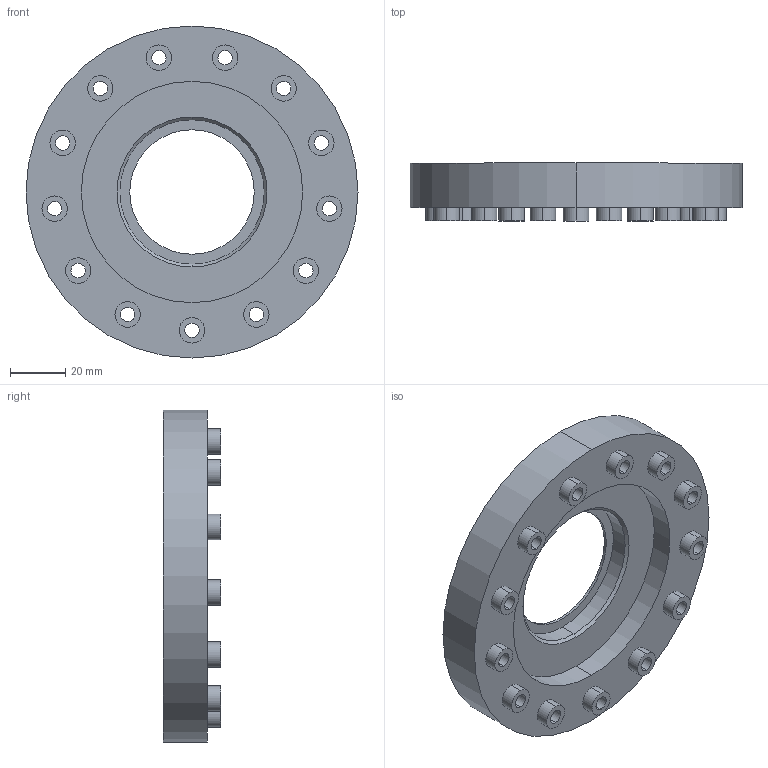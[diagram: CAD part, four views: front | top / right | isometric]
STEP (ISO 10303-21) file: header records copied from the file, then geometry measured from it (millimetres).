
FILE_DESCRIPTION (( 'STEP AP214' ), '1' );
FILE_NAME ('top housing.STEP', '2024-11-03T19:41:26', ( '' ), ( '' ), 'SwSTEP 2.0', 'SolidWorks 2023', '' );
FILE_SCHEMA (( 'AUTOMOTIVE_DESIGN' ));
Length unit declared in the file: millimetre
Products named in the file (1): top housing
Bounding box: 120 x 20.8 x 120 mm (x, y, z)
Volume: 118378.1 mm3; surface area: 35487.9 mm2
Topology: 1 solids, 1 shells, 118 faces, 262 edges, 174 vertices
Faces by surface type: cylinder 86, plane 30, cone 2
Entity records: 3443 total; most frequent: DIRECTION 674, CARTESIAN_POINT 555, ORIENTED_EDGE 524, AXIS2_PLACEMENT_3D 293, EDGE_CURVE 262, CIRCLE 174, VERTEX_POINT 174, EDGE_LOOP 174
